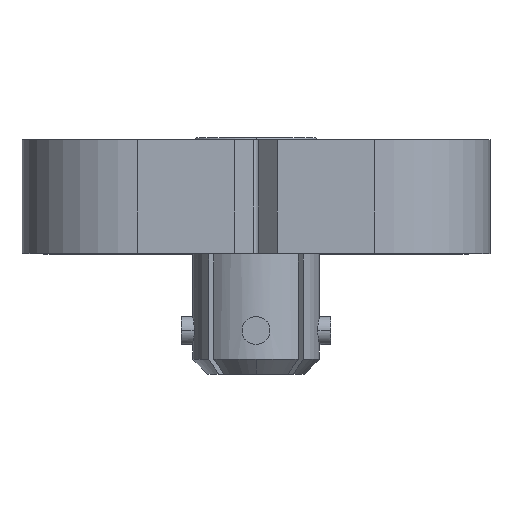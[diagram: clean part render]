
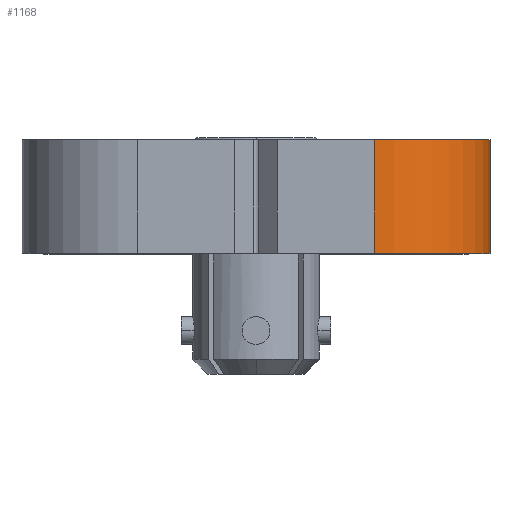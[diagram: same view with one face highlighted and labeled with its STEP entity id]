
A CAD part, top view. The second image highlights one B-rep face of the part: STEP entity #1168.
In plain terms, the highlighted cylindrical face has radius 6.2 mm (diameter 12.4 mm), a partial arc.
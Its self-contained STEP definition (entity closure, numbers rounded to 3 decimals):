
#46 = CARTESIAN_POINT ( 'NONE',  ( 6.35, 46.514, 12.55 ) ) ;
#68 = AXIS2_PLACEMENT_3D ( 'NONE', #2423, #2419, #2417 ) ;
#80 = DIRECTION ( 'NONE',  ( 0., 1., 0. ) ) ;
#204 = DIRECTION ( 'NONE',  ( 0., 0., 1. ) ) ;
#217 = DIRECTION ( 'NONE',  ( 0., 1., 0. ) ) ;
#229 = CARTESIAN_POINT ( 'NONE',  ( 6.35, 12.575, 6.35 ) ) ;
#764 = CARTESIAN_POINT ( 'NONE',  ( 6.35, 6.475, 12.55 ) ) ;
#874 = CYLINDRICAL_SURFACE ( 'NONE', #2815, 6.2 ) ;
#1027 = ORIENTED_EDGE ( 'NONE', *, *, #2584, .F. ) ;
#1132 = LINE ( 'NONE', #1729, #4453 ) ;
#1168 = ADVANCED_FACE ( 'NONE', ( #1841 ), #874, .T. ) ;
#1196 = CIRCLE ( 'NONE', #3621, 6.2 ) ;
#1501 = ORIENTED_EDGE ( 'NONE', *, *, #4707, .T. ) ;
#1507 = CARTESIAN_POINT ( 'NONE',  ( 6.35, 12.575, 12.55 ) ) ;
#1576 = VECTOR ( 'NONE', #80, 1000. ) ;
#1692 = DIRECTION ( 'NONE',  ( 0., -1., 0. ) ) ;
#1729 = CARTESIAN_POINT ( 'NONE',  ( 12.55, 46.514, 6.35 ) ) ;
#1841 = FACE_OUTER_BOUND ( 'NONE', #2872, .T. ) ;
#2241 = LINE ( 'NONE', #46, #1576 ) ;
#2271 = EDGE_CURVE ( 'NONE', #3308, #3008, #1132, .T. ) ;
#2285 = DIRECTION ( 'NONE',  ( 0., -1., 0. ) ) ;
#2417 = DIRECTION ( 'NONE',  ( 0., 0., 1. ) ) ;
#2419 = DIRECTION ( 'NONE',  ( 0., 1., 0. ) ) ;
#2423 = CARTESIAN_POINT ( 'NONE',  ( 6.35, 6.475, 6.35 ) ) ;
#2492 = DIRECTION ( 'NONE',  ( 0., 0., -1. ) ) ;
#2543 = CARTESIAN_POINT ( 'NONE',  ( 6.35, 46.514, 6.35 ) ) ;
#2584 = EDGE_CURVE ( 'NONE', #4960, #3308, #1196, .T. ) ;
#2635 = EDGE_CURVE ( 'NONE', #5139, #4960, #2241, .T. ) ;
#2815 = AXIS2_PLACEMENT_3D ( 'NONE', #2543, #2285, #2492 ) ;
#2872 = EDGE_LOOP ( 'NONE', ( #2926, #1027, #5919, #1501 ) ) ;
#2926 = ORIENTED_EDGE ( 'NONE', *, *, #2271, .F. ) ;
#3008 = VERTEX_POINT ( 'NONE', #4595 ) ;
#3308 = VERTEX_POINT ( 'NONE', #4522 ) ;
#3621 = AXIS2_PLACEMENT_3D ( 'NONE', #229, #217, #204 ) ;
#4453 = VECTOR ( 'NONE', #1692, 1000. ) ;
#4522 = CARTESIAN_POINT ( 'NONE',  ( 12.55, 12.575, 6.35 ) ) ;
#4595 = CARTESIAN_POINT ( 'NONE',  ( 12.55, 6.475, 6.35 ) ) ;
#4707 = EDGE_CURVE ( 'NONE', #5139, #3008, #5381, .T. ) ;
#4960 = VERTEX_POINT ( 'NONE', #1507 ) ;
#5139 = VERTEX_POINT ( 'NONE', #764 ) ;
#5381 = CIRCLE ( 'NONE', #68, 6.2 ) ;
#5919 = ORIENTED_EDGE ( 'NONE', *, *, #2635, .F. ) ;
